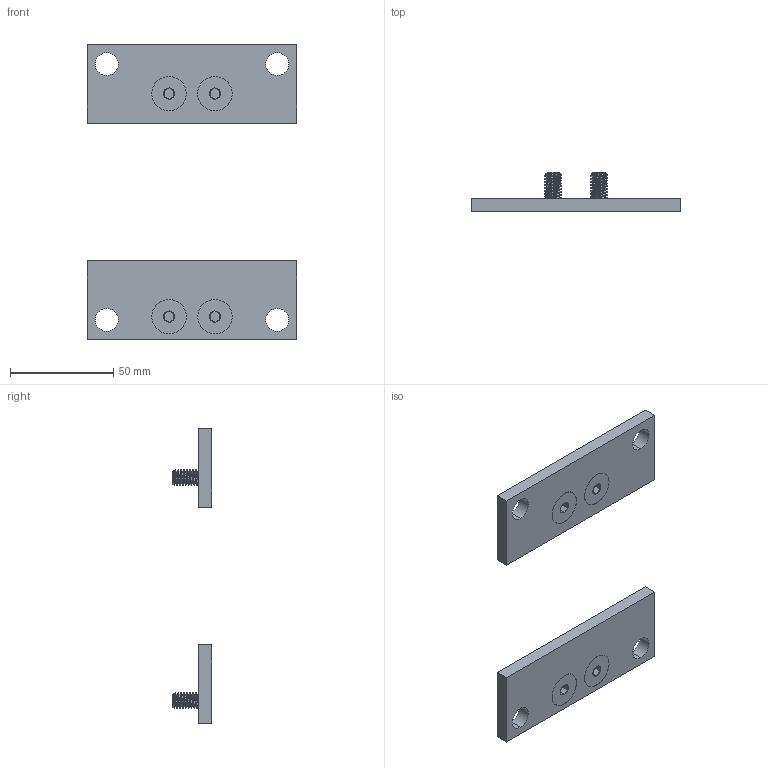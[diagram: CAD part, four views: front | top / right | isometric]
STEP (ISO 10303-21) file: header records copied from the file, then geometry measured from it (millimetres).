
FILE_DESCRIPTION (( 'STEP AP203' ), '1' );
FILE_NAME ('D2BB-2.step', '2020-09-03T19:31:59', ( '' ), ( '' ), 'SwSTEP 2.0', 'SolidWorks 2019', '' );
FILE_SCHEMA (( 'CONFIG_CONTROL_DESIGN' ));
Length unit declared in the file: inch
Products named in the file (3): D2BB-2_1; D2BB-2; D2BB-2_2
Assembly tree (2 placements, depth 2):
  D2BB-2
    D2BB-2_1
    D2BB-2_2
Bounding box: 101.6 x 19.05 x 142.86 mm (x, y, z)
Volume: 48475.2 mm3; surface area: 23554.7 mm2
Topology: 6 solids, 6 shells, 236 faces, 576 edges, 356 vertices
Faces by surface type: cylinder 100, cone 68, plane 48, bspline 12, torus 8
Entity records: 15271 total; most frequent: CARTESIAN_POINT 9973, ORIENTED_EDGE 1152, DIRECTION 938, EDGE_CURVE 576, AXIS2_PLACEMENT_3D 365, VERTEX_POINT 356, EDGE_LOOP 256, ADVANCED_FACE 236
